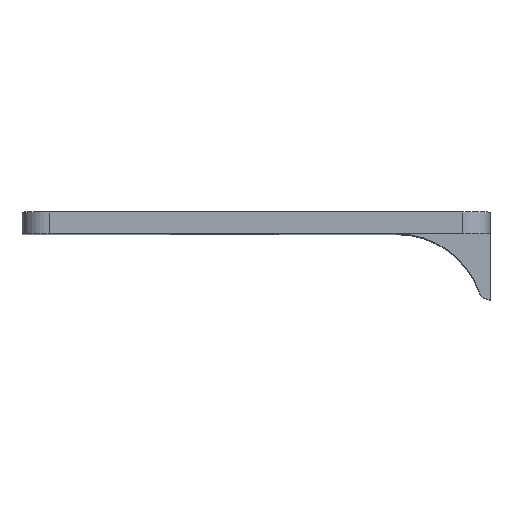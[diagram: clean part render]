
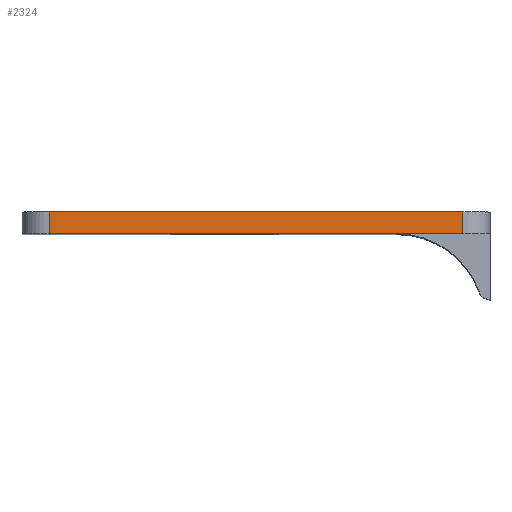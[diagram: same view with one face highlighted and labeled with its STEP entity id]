
A CAD part, top view. The second image highlights one B-rep face of the part: STEP entity #2324.
In plain terms, the highlighted planar face has unit normal (0, 0, 1).
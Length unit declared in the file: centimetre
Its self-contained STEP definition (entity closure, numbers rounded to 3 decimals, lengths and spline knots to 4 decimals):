
#139=PLANE('',#2577);
#279=VECTOR('',#2751,1.);
#397=VECTOR('',#3192,1.);
#398=VECTOR('',#3194,1.);
#399=VECTOR('',#3195,1.);
#453=LINE('',#3776,#279);
#571=LINE('',#5328,#397);
#572=LINE('',#5330,#398);
#573=LINE('',#5332,#399);
#653=VERTEX_POINT('',#3775);
#654=VERTEX_POINT('',#3777);
#784=VERTEX_POINT('',#5327);
#785=VERTEX_POINT('',#5331);
#967=EDGE_CURVE('',#654,#653,#453,.T.);
#1188=EDGE_CURVE('',#784,#653,#571,.T.);
#1189=EDGE_CURVE('',#785,#784,#572,.T.);
#1190=EDGE_CURVE('',#654,#785,#573,.T.);
#1735=ORIENTED_EDGE('',*,*,#1188,.F.);
#1736=ORIENTED_EDGE('',*,*,#1189,.F.);
#1737=ORIENTED_EDGE('',*,*,#1190,.F.);
#1738=ORIENTED_EDGE('',*,*,#967,.T.);
#2016=EDGE_LOOP('',(#1735,#1736,#1737,#1738));
#2174=FACE_BOUND('',#2016,.T.);
#2324=ADVANCED_FACE('',(#2174),#139,.T.);
#2577=AXIS2_PLACEMENT_3D('',#5329,#3193,$);
#2751=DIRECTION('',(-1.,0.,0.));
#3192=DIRECTION('',(0.,1.,0.));
#3193=DIRECTION('',(0.,0.,1.));
#3194=DIRECTION('',(-1.,0.,0.));
#3195=DIRECTION('',(0.,-1.,0.));
#3775=CARTESIAN_POINT('',(-4.05,0.2,3.));
#3776=CARTESIAN_POINT('',(-1.825,0.2,3.));
#3777=CARTESIAN_POINT('',(-0.25,0.2,3.));
#5327=CARTESIAN_POINT('',(-4.05,0.,3.));
#5328=CARTESIAN_POINT('',(-4.05,0.05,3.));
#5329=CARTESIAN_POINT('',(-0.75,0.1,3.));
#5330=CARTESIAN_POINT('',(-1.5,0.,3.));
#5331=CARTESIAN_POINT('',(-0.25,0.,3.));
#5332=CARTESIAN_POINT('',(-0.25,0.1,3.));
